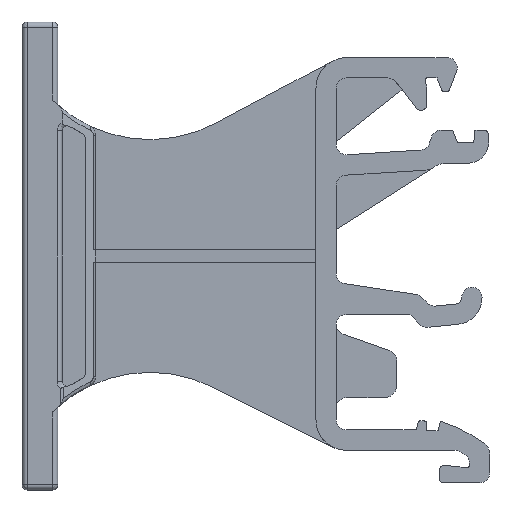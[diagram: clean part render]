
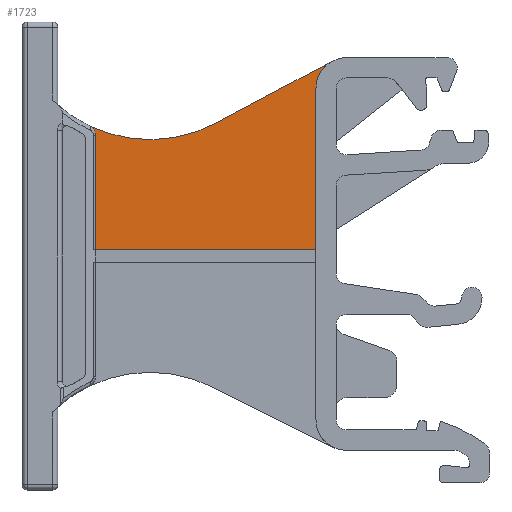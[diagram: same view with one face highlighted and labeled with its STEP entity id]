
A CAD part, left-side view. The second image highlights one B-rep face of the part: STEP entity #1723.
In plain terms, the highlighted planar face has unit normal (-1, 0, 0).
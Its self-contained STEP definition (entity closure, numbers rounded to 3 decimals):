
#67 = EDGE_CURVE ( 'NONE', #3225, #2888, #4397, .T. ) ;
#334 = DIRECTION ( 'NONE',  ( 0., -1., 0. ) ) ;
#401 = CARTESIAN_POINT ( 'NONE',  ( -0.75, -20.935, 3.1 ) ) ;
#554 = CARTESIAN_POINT ( 'NONE',  ( -0.75, -20.935, 19. ) ) ;
#651 = CARTESIAN_POINT ( 'NONE',  ( -0.75, -23.935, 19. ) ) ;
#924 = EDGE_CURVE ( 'NONE', #2871, #2683, #4508, .T. ) ;
#948 = AXIS2_PLACEMENT_3D ( 'NONE', #1930, #7540, #2720 ) ;
#1166 = ORIENTED_EDGE ( 'NONE', *, *, #924, .T. ) ;
#1444 = DIRECTION ( 'NONE',  ( 0., -1., 0. ) ) ;
#1495 = VECTOR ( 'NONE', #334, 1000. ) ;
#1509 = AXIS2_PLACEMENT_3D ( 'NONE', #7499, #2688, #8368 ) ;
#1723 = ADVANCED_FACE ( 'NONE', ( #5484 ), #2809, .T. ) ;
#1930 = CARTESIAN_POINT ( 'NONE',  ( -0.75, -4.627, 27.674 ) ) ;
#1955 = DIRECTION ( 'NONE',  ( 0., 0., -1. ) ) ;
#2073 = CARTESIAN_POINT ( 'NONE',  ( -0.75, 0.748, -22.674 ) ) ;
#2368 = EDGE_LOOP ( 'NONE', ( #4601, #9718, #3424, #1166, #5658, #5748, #6045 ) ) ;
#2376 = CIRCLE ( 'NONE', #948, 13.736 ) ;
#2440 = DIRECTION ( 'NONE',  ( 0., -1., 0. ) ) ;
#2476 = DIRECTION ( 'NONE',  ( -1., 0., 0. ) ) ;
#2508 = CARTESIAN_POINT ( 'NONE',  ( -0.75, -4.627, -22.674 ) ) ;
#2683 = VERTEX_POINT ( 'NONE', #554 ) ;
#2688 = DIRECTION ( 'NONE',  ( -1., 0., 0. ) ) ;
#2720 = DIRECTION ( 'NONE',  ( 0., -1., 0. ) ) ;
#2809 = PLANE ( 'NONE',  #6985 ) ;
#2871 = VERTEX_POINT ( 'NONE', #401 ) ;
#2888 = VERTEX_POINT ( 'NONE', #6792 ) ;
#2948 = CARTESIAN_POINT ( 'NONE',  ( -0.75, -20.935, -22.674 ) ) ;
#2990 = VERTEX_POINT ( 'NONE', #8619 ) ;
#3072 = VERTEX_POINT ( 'NONE', #4018 ) ;
#3219 = EDGE_CURVE ( 'NONE', #3225, #6756, #6111, .T. ) ;
#3225 = VERTEX_POINT ( 'NONE', #3455 ) ;
#3229 = EDGE_CURVE ( 'NONE', #3072, #6756, #2376, .T. ) ;
#3280 = DIRECTION ( 'NONE',  ( 0., 0., 1. ) ) ;
#3306 = LINE ( 'NONE', #5900, #1495 ) ;
#3424 = ORIENTED_EDGE ( 'NONE', *, *, #10163, .T. ) ;
#3455 = CARTESIAN_POINT ( 'NONE',  ( -0.75, 0.748, 14.388 ) ) ;
#3622 = VECTOR ( 'NONE', #3280, 1000. ) ;
#4018 = CARTESIAN_POINT ( 'NONE',  ( -0.75, -11.087, 15.552 ) ) ;
#4375 = VECTOR ( 'NONE', #1955, 1000. ) ;
#4397 = LINE ( 'NONE', #2073, #4375 ) ;
#4508 = LINE ( 'NONE', #2948, #3622 ) ;
#4601 = ORIENTED_EDGE ( 'NONE', *, *, #3219, .F. ) ;
#5484 = FACE_OUTER_BOUND ( 'NONE', #2368, .T. ) ;
#5577 = CIRCLE ( 'NONE', #9929, 3. ) ;
#5658 = ORIENTED_EDGE ( 'NONE', *, *, #10378, .T. ) ;
#5748 = ORIENTED_EDGE ( 'NONE', *, *, #10434, .T. ) ;
#5900 = CARTESIAN_POINT ( 'NONE',  ( -0.75, -4.627, 3.1 ) ) ;
#6045 = ORIENTED_EDGE ( 'NONE', *, *, #3229, .T. ) ;
#6111 = CIRCLE ( 'NONE', #1509, 1. ) ;
#6231 = DIRECTION ( 'NONE',  ( 1., 0., 0. ) ) ;
#6756 = VERTEX_POINT ( 'NONE', #7459 ) ;
#6792 = CARTESIAN_POINT ( 'NONE',  ( -0.75, 0.748, 3.1 ) ) ;
#6985 = AXIS2_PLACEMENT_3D ( 'NONE', #2508, #2476, #2440 ) ;
#7459 = CARTESIAN_POINT ( 'NONE',  ( -0.75, 1.315, 15.29 ) ) ;
#7499 = CARTESIAN_POINT ( 'NONE',  ( -0.75, 1.748, 14.388 ) ) ;
#7540 = DIRECTION ( 'NONE',  ( 1., 0., 0. ) ) ;
#7953 = CARTESIAN_POINT ( 'NONE',  ( -0.75, -22.524, 21.647 ) ) ;
#8368 = DIRECTION ( 'NONE',  ( 0., -1., 0. ) ) ;
#8619 = CARTESIAN_POINT ( 'NONE',  ( -0.75, -22.524, 21.647 ) ) ;
#8839 = DIRECTION ( 'NONE',  ( 0., 0.882, -0.47 ) ) ;
#9718 = ORIENTED_EDGE ( 'NONE', *, *, #67, .T. ) ;
#9929 = AXIS2_PLACEMENT_3D ( 'NONE', #651, #6231, #1444 ) ;
#10163 = EDGE_CURVE ( 'NONE', #2888, #2871, #3306, .T. ) ;
#10377 = LINE ( 'NONE', #7953, #10385 ) ;
#10378 = EDGE_CURVE ( 'NONE', #2683, #2990, #5577, .T. ) ;
#10385 = VECTOR ( 'NONE', #8839, 1000. ) ;
#10434 = EDGE_CURVE ( 'NONE', #2990, #3072, #10377, .T. ) ;
